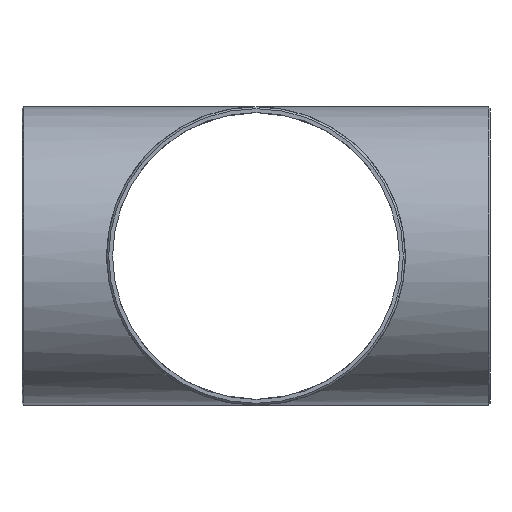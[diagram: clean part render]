
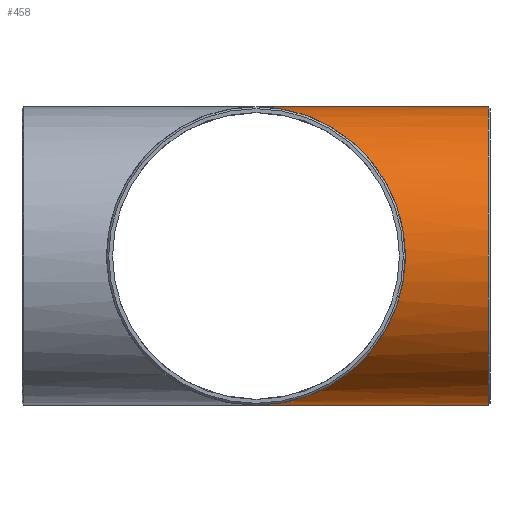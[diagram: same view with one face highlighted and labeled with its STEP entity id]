
A CAD part, left-side view. The second image highlights one B-rep face of the part: STEP entity #458.
In plain terms, the highlighted cylindrical face has radius 162 mm (diameter 324 mm), a partial arc.
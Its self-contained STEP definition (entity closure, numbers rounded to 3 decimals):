
#10 = CARTESIAN_POINT ( 'NONE',  ( -324., -324., 162. ) ) ;
#52 = CIRCLE ( 'NONE', #139, 162. ) ;
#82 = EDGE_LOOP ( 'NONE', ( #220, #260, #354, #113 ) ) ;
#101 = CARTESIAN_POINT ( 'NONE',  ( 0., -251.883, -162. ) ) ;
#102 = DIRECTION ( 'NONE',  ( 0., 0., -1. ) ) ;
#113 = ORIENTED_EDGE ( 'NONE', *, *, #646, .F. ) ;
#123 = EDGE_CURVE ( 'NONE', #522, #799, #157, .T. ) ;
#139 = AXIS2_PLACEMENT_3D ( 'NONE', #163, #715, #167 ) ;
#157 =( BOUNDED_CURVE ( )  B_SPLINE_CURVE ( 3, ( #751, #440, #10, #370 ),
 .UNSPECIFIED., .F., .T. ) 
 B_SPLINE_CURVE_WITH_KNOTS ( ( 4, 4 ),
 ( 4.712, 7.854 ),
 .UNSPECIFIED. ) 
 CURVE ( )  GEOMETRIC_REPRESENTATION_ITEM ( )  RATIONAL_B_SPLINE_CURVE ( ( 1., 0.333, 0.333, 1. ) ) 
 REPRESENTATION_ITEM ( '' )  );
#163 = CARTESIAN_POINT ( 'NONE',  ( 0., -251.883, 0. ) ) ;
#167 = DIRECTION ( 'NONE',  ( 0., 0., -1. ) ) ;
#169 = VECTOR ( 'NONE', #282, 1000. ) ;
#189 = CARTESIAN_POINT ( 'NONE',  ( 0., 0., 162. ) ) ;
#220 = ORIENTED_EDGE ( 'NONE', *, *, #633, .T. ) ;
#230 = CARTESIAN_POINT ( 'NONE',  ( 0., -254., -162. ) ) ;
#255 = CARTESIAN_POINT ( 'NONE',  ( 0., -251.883, 162. ) ) ;
#258 = VECTOR ( 'NONE', #720, 1000. ) ;
#260 = ORIENTED_EDGE ( 'NONE', *, *, #611, .T. ) ;
#282 = DIRECTION ( 'NONE',  ( 0., 1., 0. ) ) ;
#339 = LINE ( 'NONE', #473, #169 ) ;
#352 = LINE ( 'NONE', #230, #258 ) ;
#354 = ORIENTED_EDGE ( 'NONE', *, *, #123, .F. ) ;
#370 = CARTESIAN_POINT ( 'NONE',  ( 0., 0., 162. ) ) ;
#429 = DIRECTION ( 'NONE',  ( 0., 1., 0. ) ) ;
#440 = CARTESIAN_POINT ( 'NONE',  ( -324., -324., -162. ) ) ;
#458 = ADVANCED_FACE ( 'NONE', ( #533 ), #470, .T. ) ;
#470 = CYLINDRICAL_SURFACE ( 'NONE', #695, 162. ) ;
#473 = CARTESIAN_POINT ( 'NONE',  ( 0., -254., 162. ) ) ;
#476 = CARTESIAN_POINT ( 'NONE',  ( 0., 0., -162. ) ) ;
#522 = VERTEX_POINT ( 'NONE', #476 ) ;
#533 = FACE_OUTER_BOUND ( 'NONE', #82, .T. ) ;
#611 = EDGE_CURVE ( 'NONE', #687, #799, #339, .T. ) ;
#633 = EDGE_CURVE ( 'NONE', #645, #687, #52, .T. ) ;
#645 = VERTEX_POINT ( 'NONE', #101 ) ;
#646 = EDGE_CURVE ( 'NONE', #645, #522, #352, .T. ) ;
#648 = CARTESIAN_POINT ( 'NONE',  ( 0., -254., 0. ) ) ;
#687 = VERTEX_POINT ( 'NONE', #255 ) ;
#695 = AXIS2_PLACEMENT_3D ( 'NONE', #648, #429, #102 ) ;
#715 = DIRECTION ( 'NONE',  ( 0., 1., 0. ) ) ;
#720 = DIRECTION ( 'NONE',  ( 0., 1., 0. ) ) ;
#751 = CARTESIAN_POINT ( 'NONE',  ( 0., 0., -162. ) ) ;
#799 = VERTEX_POINT ( 'NONE', #189 ) ;
